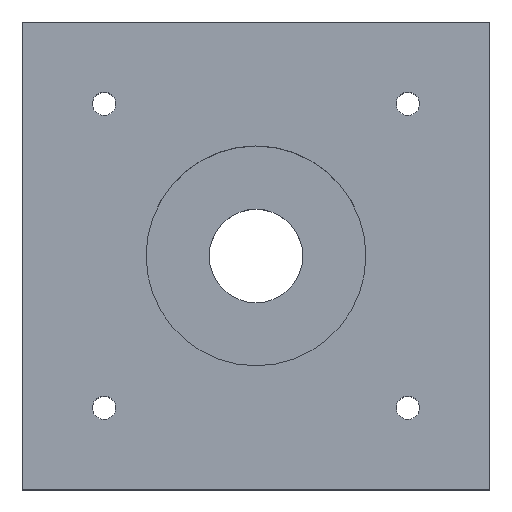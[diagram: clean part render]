
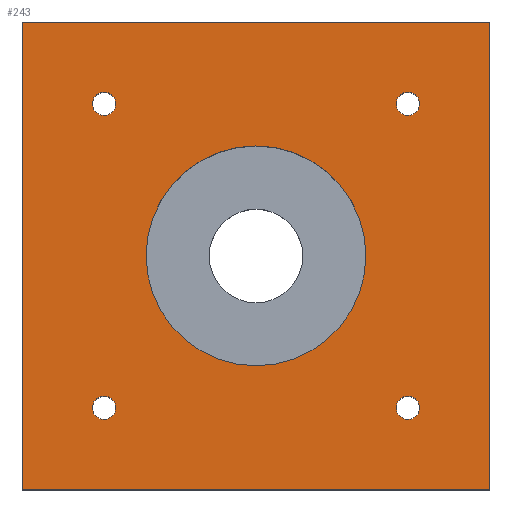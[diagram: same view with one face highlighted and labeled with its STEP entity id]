
A CAD part, top view. The second image highlights one B-rep face of the part: STEP entity #243.
In plain terms, the highlighted planar face has unit normal (0, 0, 1).
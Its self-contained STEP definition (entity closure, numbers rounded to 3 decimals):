
#15=FACE_BOUND('',#56,.T.);
#16=FACE_BOUND('',#57,.T.);
#17=FACE_BOUND('',#58,.T.);
#18=FACE_BOUND('',#59,.T.);
#19=FACE_BOUND('',#60,.T.);
#30=PLANE('',#280);
#42=FACE_OUTER_BOUND('',#55,.T.);
#55=EDGE_LOOP('',(#204,#205,#206,#207));
#56=EDGE_LOOP('',(#208));
#57=EDGE_LOOP('',(#209));
#58=EDGE_LOOP('',(#210));
#59=EDGE_LOOP('',(#211));
#60=EDGE_LOOP('',(#212));
#77=LINE('',#394,#95);
#80=LINE('',#400,#98);
#83=LINE('',#406,#101);
#86=LINE('',#410,#104);
#95=VECTOR('',#327,10.);
#98=VECTOR('',#332,10.);
#101=VECTOR('',#337,10.);
#104=VECTOR('',#342,10.);
#106=CIRCLE('',#262,9.4);
#108=CIRCLE('',#265,1.);
#110=CIRCLE('',#268,1.);
#112=CIRCLE('',#271,1.);
#114=CIRCLE('',#274,1.);
#118=VERTEX_POINT('',#358);
#120=VERTEX_POINT('',#364);
#122=VERTEX_POINT('',#370);
#124=VERTEX_POINT('',#376);
#126=VERTEX_POINT('',#382);
#130=VERTEX_POINT('',#391);
#131=VERTEX_POINT('',#393);
#133=VERTEX_POINT('',#399);
#135=VERTEX_POINT('',#405);
#138=EDGE_CURVE('',#118,#118,#106,.T.);
#141=EDGE_CURVE('',#120,#120,#108,.T.);
#144=EDGE_CURVE('',#122,#122,#110,.T.);
#147=EDGE_CURVE('',#124,#124,#112,.T.);
#150=EDGE_CURVE('',#126,#126,#114,.T.);
#155=EDGE_CURVE('',#131,#130,#77,.T.);
#158=EDGE_CURVE('',#133,#131,#80,.T.);
#161=EDGE_CURVE('',#135,#133,#83,.T.);
#164=EDGE_CURVE('',#130,#135,#86,.T.);
#204=ORIENTED_EDGE('',*,*,#164,.T.);
#205=ORIENTED_EDGE('',*,*,#161,.T.);
#206=ORIENTED_EDGE('',*,*,#158,.T.);
#207=ORIENTED_EDGE('',*,*,#155,.T.);
#208=ORIENTED_EDGE('',*,*,#150,.T.);
#209=ORIENTED_EDGE('',*,*,#147,.T.);
#210=ORIENTED_EDGE('',*,*,#144,.T.);
#211=ORIENTED_EDGE('',*,*,#138,.T.);
#212=ORIENTED_EDGE('',*,*,#141,.T.);
#243=ADVANCED_FACE('',(#42,#15,#16,#17,#18,#19),#30,.T.);
#262=AXIS2_PLACEMENT_3D('',#359,#290,#291);
#265=AXIS2_PLACEMENT_3D('',#365,#297,#298);
#268=AXIS2_PLACEMENT_3D('',#371,#304,#305);
#271=AXIS2_PLACEMENT_3D('',#377,#311,#312);
#274=AXIS2_PLACEMENT_3D('',#383,#318,#319);
#280=AXIS2_PLACEMENT_3D('',#411,#343,#344);
#290=DIRECTION('center_axis',(0.,0.,-1.));
#291=DIRECTION('ref_axis',(1.,0.,0.));
#297=DIRECTION('center_axis',(0.,0.,-1.));
#298=DIRECTION('ref_axis',(1.,0.,0.));
#304=DIRECTION('center_axis',(0.,0.,-1.));
#305=DIRECTION('ref_axis',(1.,0.,0.));
#311=DIRECTION('center_axis',(0.,0.,-1.));
#312=DIRECTION('ref_axis',(1.,0.,0.));
#318=DIRECTION('center_axis',(0.,0.,-1.));
#319=DIRECTION('ref_axis',(1.,0.,0.));
#327=DIRECTION('',(1.,0.,0.));
#332=DIRECTION('',(0.,-1.,0.));
#337=DIRECTION('',(-1.,0.,0.));
#342=DIRECTION('',(0.,1.,0.));
#343=DIRECTION('center_axis',(0.,0.,1.));
#344=DIRECTION('ref_axis',(1.,0.,0.));
#358=CARTESIAN_POINT('',(-9.4,0.,18.));
#359=CARTESIAN_POINT('Origin',(0.,0.,18.));
#364=CARTESIAN_POINT('',(12.,13.,18.));
#365=CARTESIAN_POINT('Origin',(13.,13.,18.));
#370=CARTESIAN_POINT('',(-14.,13.,18.));
#371=CARTESIAN_POINT('Origin',(-13.,13.,18.));
#376=CARTESIAN_POINT('',(-14.,-13.,18.));
#377=CARTESIAN_POINT('Origin',(-13.,-13.,18.));
#382=CARTESIAN_POINT('',(12.,-13.,18.));
#383=CARTESIAN_POINT('Origin',(13.,-13.,18.));
#391=CARTESIAN_POINT('',(20.,-20.,18.));
#393=CARTESIAN_POINT('',(-20.,-20.,18.));
#394=CARTESIAN_POINT('',(-20.,-20.,18.));
#399=CARTESIAN_POINT('',(-20.,20.,18.));
#400=CARTESIAN_POINT('',(-20.,20.,18.));
#405=CARTESIAN_POINT('',(20.,20.,18.));
#406=CARTESIAN_POINT('',(20.,20.,18.));
#410=CARTESIAN_POINT('',(20.,-20.,18.));
#411=CARTESIAN_POINT('Origin',(0.,0.,18.));
